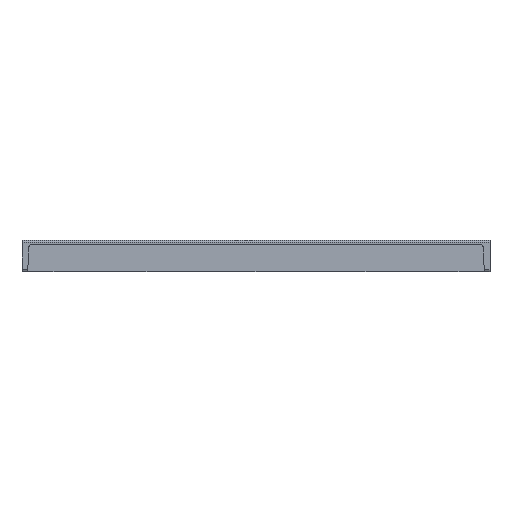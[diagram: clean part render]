
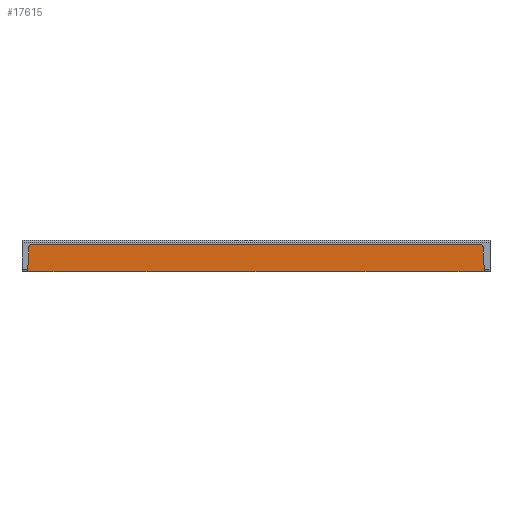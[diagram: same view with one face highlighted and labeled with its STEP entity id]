
A CAD part, top view. The second image highlights one B-rep face of the part: STEP entity #17615.
In plain terms, the highlighted planar face has unit normal (0, 0, 1).
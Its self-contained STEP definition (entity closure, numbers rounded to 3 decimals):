
#17566=AXIS2_PLACEMENT_3D('Plane Axis2P3D',#17563,#17564,#17565) ;
#17577=AXIS2_PLACEMENT_3D('Circle Axis2P3D',#17575,#17576,$) ;
#17591=AXIS2_PLACEMENT_3D('Circle Axis2P3D',#17589,#17590,$) ;
#17424=CARTESIAN_POINT('Line Origine',(26.9,0.,27.752)) ;
#17428=CARTESIAN_POINT('Vertex',(23.85,0.,27.752)) ;
#17430=CARTESIAN_POINT('Vertex',(29.95,0.,27.752)) ;
#17433=CARTESIAN_POINT('Line Origine',(20.8,0.,27.752)) ;
#17437=CARTESIAN_POINT('Vertex',(17.75,0.,27.752)) ;
#17440=CARTESIAN_POINT('Line Origine',(14.7,0.,27.752)) ;
#17444=CARTESIAN_POINT('Vertex',(11.65,0.,27.752)) ;
#17447=CARTESIAN_POINT('Line Origine',(8.6,0.,27.752)) ;
#17451=CARTESIAN_POINT('Vertex',(5.55,0.,27.752)) ;
#17454=CARTESIAN_POINT('Line Origine',(3.025,0.,27.752)) ;
#17458=CARTESIAN_POINT('Vertex',(0.5,0.,27.752)) ;
#17493=CARTESIAN_POINT('Vertex',(41.1,0.,27.752)) ;
#17496=CARTESIAN_POINT('Line Origine',(38.575,0.,27.752)) ;
#17500=CARTESIAN_POINT('Vertex',(36.05,0.,27.752)) ;
#17503=CARTESIAN_POINT('Line Origine',(33.,0.,27.752)) ;
#17563=CARTESIAN_POINT('Axis2P3D Location',(2.5,1.4,27.752)) ;
#17568=CARTESIAN_POINT('Line Origine',(41.042,1.105,27.752)) ;
#17572=CARTESIAN_POINT('Vertex',(40.984,2.21,27.752)) ;
#17575=CARTESIAN_POINT('Axis2P3D Location',(40.784,2.2,27.752)) ;
#17579=CARTESIAN_POINT('Vertex',(40.784,2.4,27.752)) ;
#17582=CARTESIAN_POINT('Line Origine',(20.8,2.4,27.752)) ;
#17586=CARTESIAN_POINT('Vertex',(0.816,2.4,27.752)) ;
#17589=CARTESIAN_POINT('Axis2P3D Location',(0.816,2.2,27.752)) ;
#17593=CARTESIAN_POINT('Vertex',(0.616,2.21,27.752)) ;
#17596=CARTESIAN_POINT('Line Origine',(0.558,1.105,27.752)) ;
#17425=DIRECTION('Vector Direction',(1.,0.,0.)) ;
#17434=DIRECTION('Vector Direction',(1.,0.,0.)) ;
#17441=DIRECTION('Vector Direction',(1.,0.,0.)) ;
#17448=DIRECTION('Vector Direction',(1.,0.,0.)) ;
#17455=DIRECTION('Vector Direction',(1.,0.,0.)) ;
#17497=DIRECTION('Vector Direction',(1.,0.,0.)) ;
#17504=DIRECTION('Vector Direction',(1.,0.,0.)) ;
#17564=DIRECTION('Axis2P3D Direction',(0.,0.,1.)) ;
#17565=DIRECTION('Axis2P3D XDirection',(1.,0.,0.)) ;
#17569=DIRECTION('Vector Direction',(-0.052,0.999,0.)) ;
#17576=DIRECTION('Axis2P3D Direction',(0.,0.,1.)) ;
#17583=DIRECTION('Vector Direction',(-1.,0.,0.)) ;
#17590=DIRECTION('Axis2P3D Direction',(0.,0.,1.)) ;
#17597=DIRECTION('Vector Direction',(0.052,0.999,0.)) ;
#17426=VECTOR('Line Direction',#17425,1.) ;
#17435=VECTOR('Line Direction',#17434,1.) ;
#17442=VECTOR('Line Direction',#17441,1.) ;
#17449=VECTOR('Line Direction',#17448,1.) ;
#17456=VECTOR('Line Direction',#17455,1.) ;
#17498=VECTOR('Line Direction',#17497,1.) ;
#17505=VECTOR('Line Direction',#17504,1.) ;
#17570=VECTOR('Line Direction',#17569,1.) ;
#17584=VECTOR('Line Direction',#17583,1.) ;
#17598=VECTOR('Line Direction',#17597,1.) ;
#17602=ORIENTED_EDGE('',*,*,#17432,.T.) ;
#17603=ORIENTED_EDGE('',*,*,#17507,.T.) ;
#17604=ORIENTED_EDGE('',*,*,#17502,.T.) ;
#17605=ORIENTED_EDGE('',*,*,#17574,.F.) ;
#17606=ORIENTED_EDGE('',*,*,#17581,.F.) ;
#17607=ORIENTED_EDGE('',*,*,#17588,.F.) ;
#17608=ORIENTED_EDGE('',*,*,#17595,.T.) ;
#17609=ORIENTED_EDGE('',*,*,#17600,.T.) ;
#17610=ORIENTED_EDGE('',*,*,#17460,.T.) ;
#17611=ORIENTED_EDGE('',*,*,#17453,.T.) ;
#17612=ORIENTED_EDGE('',*,*,#17446,.T.) ;
#17613=ORIENTED_EDGE('',*,*,#17439,.T.) ;
#17615=ADVANCED_FACE('ZQV_KU',(#17614),#17567,.T.) ;
#17578=CIRCLE('generated circle',#17577,0.2) ;
#17592=CIRCLE('generated circle',#17591,0.2) ;
#17432=EDGE_CURVE('',#17429,#17431,#17427,.T.) ;
#17439=EDGE_CURVE('',#17438,#17429,#17436,.T.) ;
#17446=EDGE_CURVE('',#17445,#17438,#17443,.T.) ;
#17453=EDGE_CURVE('',#17452,#17445,#17450,.T.) ;
#17460=EDGE_CURVE('',#17459,#17452,#17457,.T.) ;
#17502=EDGE_CURVE('',#17501,#17494,#17499,.T.) ;
#17507=EDGE_CURVE('',#17431,#17501,#17506,.T.) ;
#17574=EDGE_CURVE('',#17573,#17494,#17571,.F.) ;
#17581=EDGE_CURVE('',#17580,#17573,#17578,.F.) ;
#17588=EDGE_CURVE('',#17587,#17580,#17585,.F.) ;
#17595=EDGE_CURVE('',#17587,#17594,#17592,.T.) ;
#17600=EDGE_CURVE('',#17594,#17459,#17599,.F.) ;
#17601=EDGE_LOOP('',(#17602,#17603,#17604,#17605,#17606,#17607,#17608,#17609,#17610,#17611,#17612,#17613)) ;
#17614=FACE_OUTER_BOUND('',#17601,.T.) ;
#17427=LINE('Line',#17424,#17426) ;
#17436=LINE('Line',#17433,#17435) ;
#17443=LINE('Line',#17440,#17442) ;
#17450=LINE('Line',#17447,#17449) ;
#17457=LINE('Line',#17454,#17456) ;
#17499=LINE('Line',#17496,#17498) ;
#17506=LINE('Line',#17503,#17505) ;
#17571=LINE('Line',#17568,#17570) ;
#17585=LINE('Line',#17582,#17584) ;
#17599=LINE('Line',#17596,#17598) ;
#17567=PLANE('',#17566) ;
#17429=VERTEX_POINT('',#17428) ;
#17431=VERTEX_POINT('',#17430) ;
#17438=VERTEX_POINT('',#17437) ;
#17445=VERTEX_POINT('',#17444) ;
#17452=VERTEX_POINT('',#17451) ;
#17459=VERTEX_POINT('',#17458) ;
#17494=VERTEX_POINT('',#17493) ;
#17501=VERTEX_POINT('',#17500) ;
#17573=VERTEX_POINT('',#17572) ;
#17580=VERTEX_POINT('',#17579) ;
#17587=VERTEX_POINT('',#17586) ;
#17594=VERTEX_POINT('',#17593) ;
